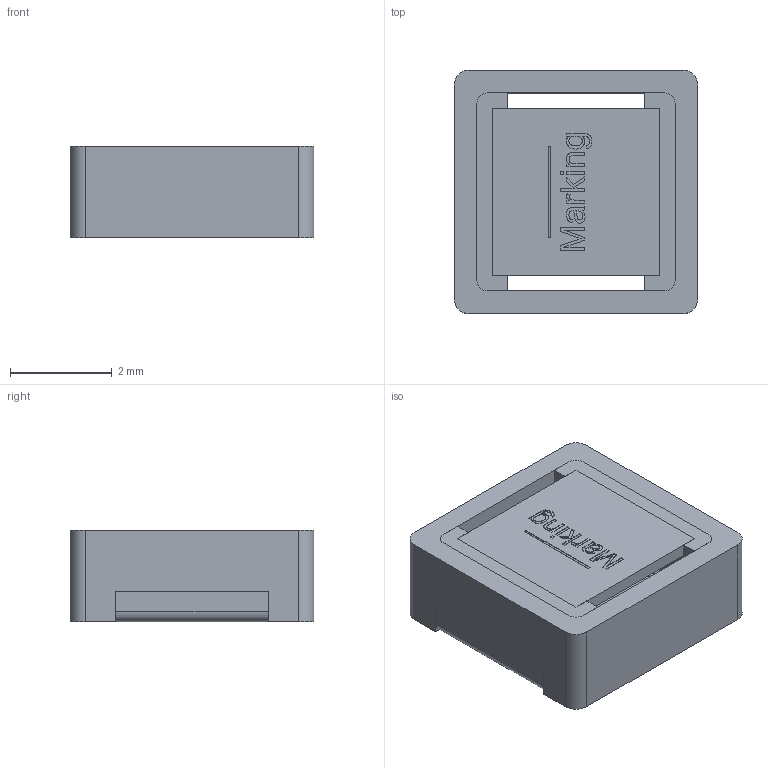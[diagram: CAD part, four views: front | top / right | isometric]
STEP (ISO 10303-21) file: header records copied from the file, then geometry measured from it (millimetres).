
FILE_DESCRIPTION(/* description */ ('Unknown'),/* implementation_level */ '2;1');
FILE_NAME(/* name */ 'L_Wurth_WE-LQFS-4818',/* time_stamp */ '2023-02-02T09:50:01+08:00',/* author */ ('Unknown'),/* organization */ ('Unknown'),/* preprocessor_version */ 'ST-DEVELOPER v16.7',/* originating_system */ 'Solid Edge',/* authorisation */ 'Unknown');
FILE_SCHEMA (('AUTOMOTIVE_DESIGN {1 0 10303 214 3 1 1}'));
Length unit declared in the file: millimetre
Products named in the file (1): L_Wurth_WE-LQFS-4818
Bounding box: 4.8 x 4.8 x 1.8 mm (x, y, z)
Volume: 34 mm3; surface area: 203.1 mm2
Topology: 7 solids, 7 shells, 208 faces, 525 edges, 343 vertices
Faces by surface type: plane 150, cylinder 30, torus 14, bspline 14
Full cylindrical faces by diameter (mm): 0.1 x14, 1.9 x1
Entity records: 7830 total; most frequent: CARTESIAN_POINT 2223, ORIENTED_EDGE 982, DIRECTION 912, EDGE_CURVE 491, LINE 398, VECTOR 398, VERTEX_POINT 340, EDGE_LOOP 261
